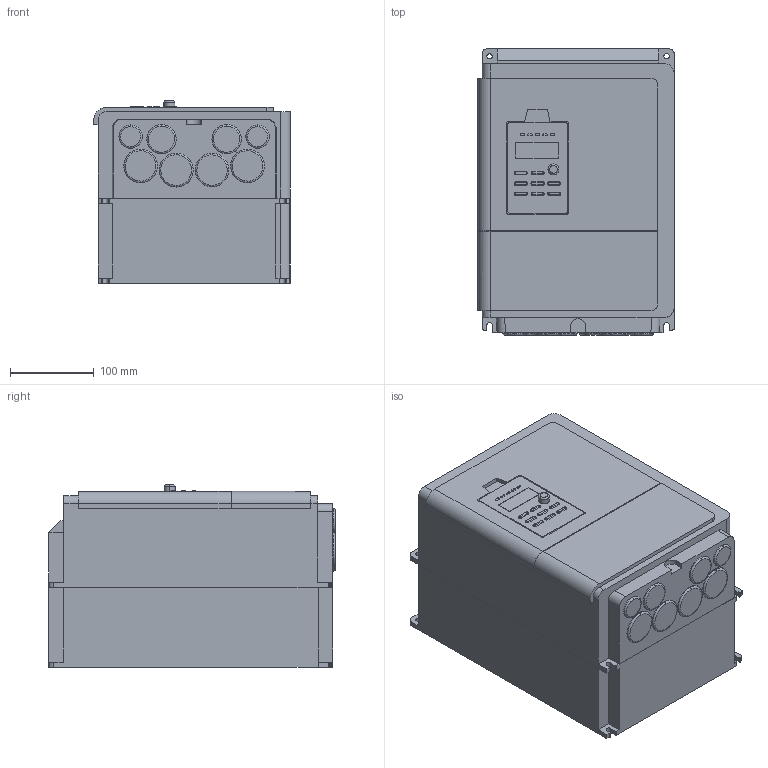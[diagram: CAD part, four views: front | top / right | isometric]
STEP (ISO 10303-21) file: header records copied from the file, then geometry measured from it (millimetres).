
FILE_DESCRIPTION (( 'STEP AP214' ), '1' );
FILE_NAME ('M680-33E15-18TIP20_Ïðåîáðàçîâàòåëü ÷àñòîòû M680 380Â, 3Ô 15 - 18 kW 31-38À ñåðèè ONI.STEP', '2019-02-28T14:07:16', ( '' ), ( '' ), 'SwSTEP 2.0', 'SolidWorks 2014', '' );
FILE_SCHEMA (( 'AUTOMOTIVE_DESIGN' ));
Length unit declared in the file: millimetre
Products named in the file (2): M680-33E15-18TIP20_Ïðåîáðàçîâàòåëü ÷àñòîòû M680 380Â, 3Ô 15 - 18 kW 31-38À ñåðèè ONI
Bounding box: 235 x 343.14 x 218.3 mm (x, y, z)
Volume: 15966134.7 mm3; surface area: 404931.6 mm2
Topology: 1 solids, 1 shells, 370 faces, 954 edges, 627 vertices
Faces by surface type: plane 184, cylinder 144, bspline 42
Entity records: 15913 total; most frequent: CARTESIAN_POINT 2733, ORIENTED_EDGE 1908, DIRECTION 1896, EDGE_CURVE 954, AXIS2_PLACEMENT_3D 662, VERTEX_POINT 627, LINE 572, VECTOR 572
